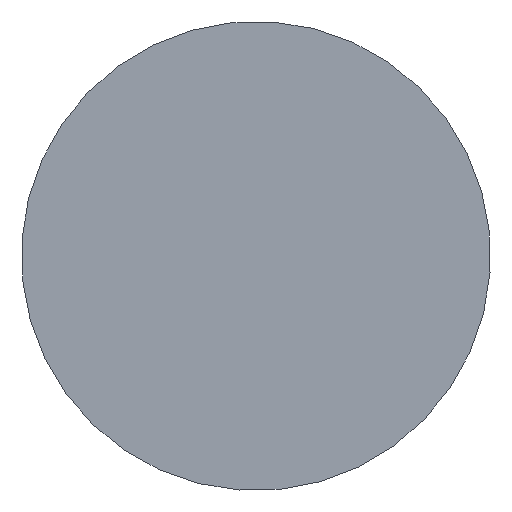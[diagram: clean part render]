
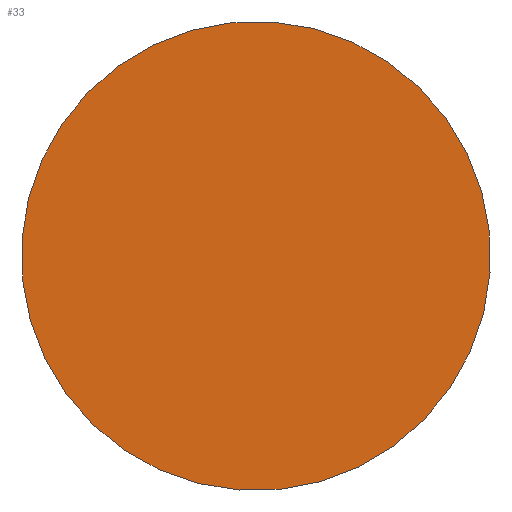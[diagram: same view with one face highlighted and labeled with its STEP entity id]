
A CAD part, front view. The second image highlights one B-rep face of the part: STEP entity #33.
In plain terms, the highlighted planar face has unit normal (0, -1, 0).
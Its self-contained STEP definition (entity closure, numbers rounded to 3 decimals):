
#15=PLANE('',#50);
#17=FACE_OUTER_BOUND('',#19,.T.);
#19=EDGE_LOOP('',(#30));
#20=CIRCLE('',#49,1.015);
#24=VERTEX_POINT('',#63);
#26=EDGE_CURVE('',#24,#24,#20,.T.);
#30=ORIENTED_EDGE('',*,*,#26,.F.);
#33=ADVANCED_FACE('',(#17),#15,.F.);
#49=AXIS2_PLACEMENT_3D('',#65,#56,#57);
#50=AXIS2_PLACEMENT_3D('',#66,#58,#59);
#56=DIRECTION('center_axis',(0.,1.,0.));
#57=DIRECTION('ref_axis',(-0.437,0.,0.9));
#58=DIRECTION('center_axis',(0.,1.,0.));
#59=DIRECTION('ref_axis',(-0.437,0.,0.9));
#63=CARTESIAN_POINT('',(0.443,0.,-0.913));
#65=CARTESIAN_POINT('Origin',(0.,0.,
0.));
#66=CARTESIAN_POINT('Origin',(0.,0.,
0.));
